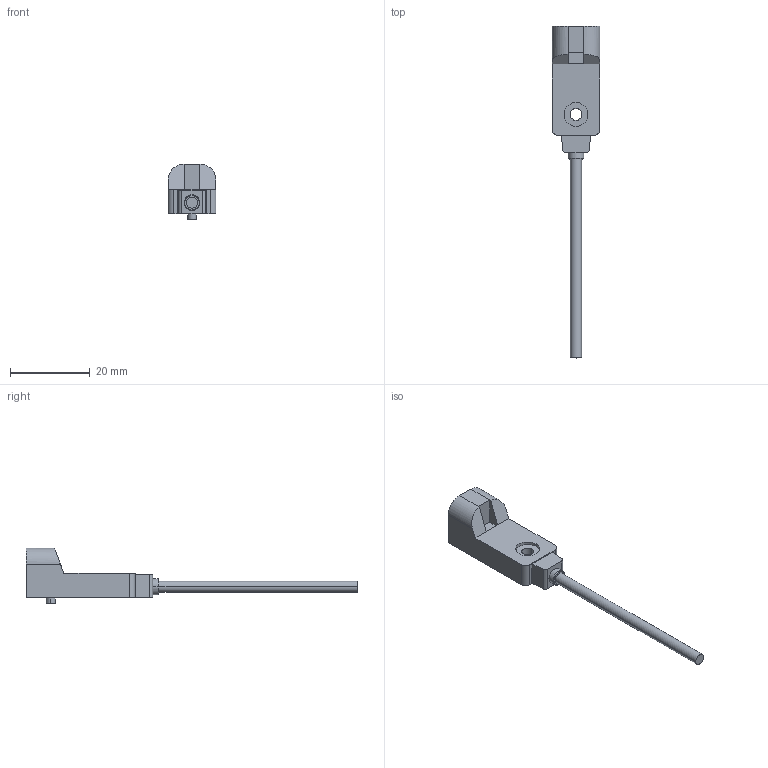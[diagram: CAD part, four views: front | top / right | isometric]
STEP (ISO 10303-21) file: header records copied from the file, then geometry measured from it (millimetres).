
FILE_DESCRIPTION((''),'2;1');
FILE_NAME('SQ12H-04NOF','2022-05-27T13:50:21',('Administrator'),(''),'CREO PARAMETRIC BY PTC INC, 2021023','CREO PARAMETRIC BY PTC INC, 2021023','');
FILE_SCHEMA(('CONFIG_CONTROL_DESIGN'));
Length unit declared in the file: millimetre
Products named in the file (1): SQ12H-04NOF
Bounding box: 12 x 83.4 x 14 mm (x, y, z)
Volume: 3017.2 mm3; surface area: 1997.3 mm2
Topology: 1 solids, 1 shells, 59 faces, 153 edges, 101 vertices
Faces by surface type: plane 31, cylinder 24, torus 4
Entity records: 1865 total; most frequent: DIRECTION 324, CARTESIAN_POINT 324, ORIENTED_EDGE 306, EDGE_CURVE 153, AXIS2_PLACEMENT_3D 116, VERTEX_POINT 101, VECTOR 92, LINE 92
